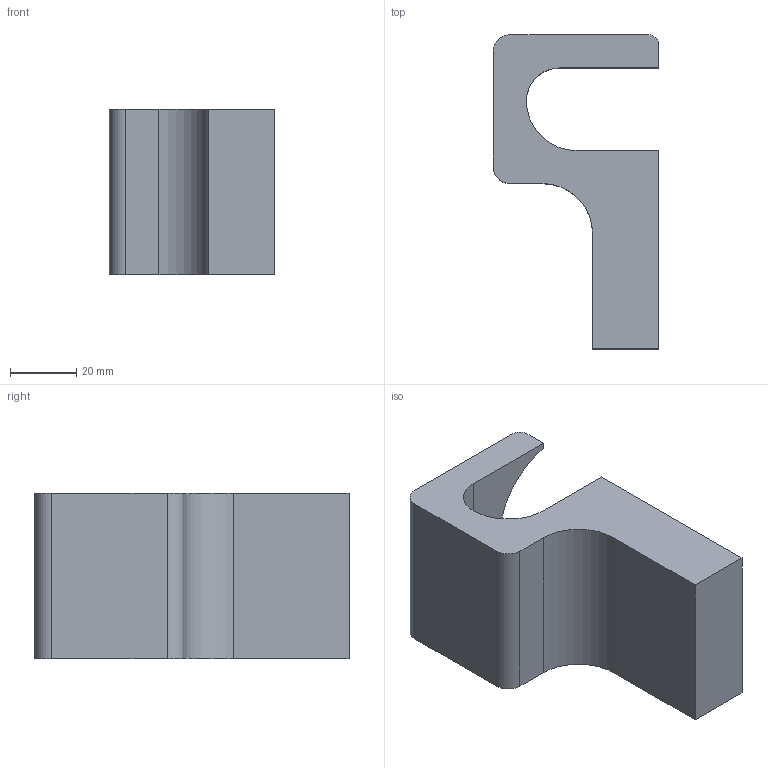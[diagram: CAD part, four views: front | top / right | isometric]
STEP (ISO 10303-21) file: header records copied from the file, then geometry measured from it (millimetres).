
FILE_DESCRIPTION (( 'STEP AP214' ), '1' );
FILE_NAME ('outils_bas_complet_FV-082_rev2.STEP', '2014-10-12T18:22:11', ( '' ), ( '' ), 'SwSTEP 2.0', 'SolidWorks 2014', '' );
FILE_SCHEMA (( 'AUTOMOTIVE_DESIGN' ));
Length unit declared in the file: millimetre
Products named in the file (1): outils_bas_complet_FV-082_rev2
Bounding box: 50 x 95 x 50 mm (x, y, z)
Volume: 111514 mm3; surface area: 21038.6 mm2
Topology: 1 solids, 1 shells, 21 faces, 57 edges, 38 vertices
Faces by surface type: plane 12, cylinder 9
Entity records: 727 total; most frequent: CARTESIAN_POINT 147, DIRECTION 115, ORIENTED_EDGE 114, EDGE_CURVE 57, LINE 39, VECTOR 39, VERTEX_POINT 38, AXIS2_PLACEMENT_3D 38
